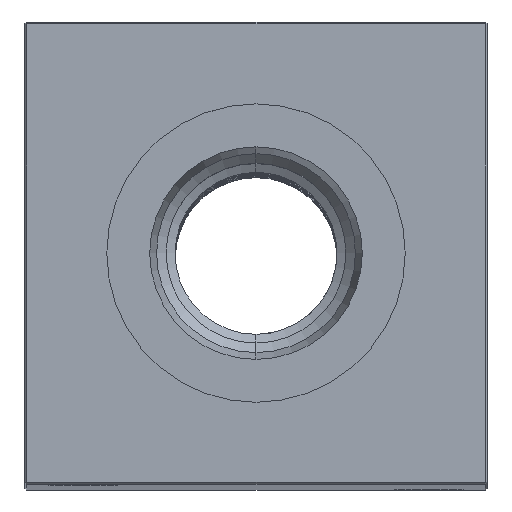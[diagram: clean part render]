
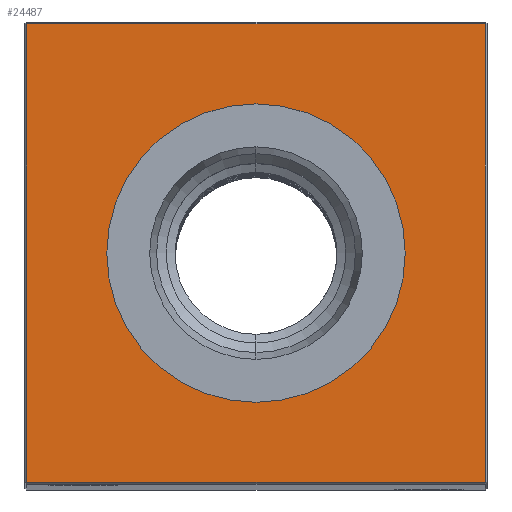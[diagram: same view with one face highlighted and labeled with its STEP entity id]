
A CAD part, top view. The second image highlights one B-rep face of the part: STEP entity #24487.
In plain terms, the highlighted planar face has unit normal (0, 0, 1).
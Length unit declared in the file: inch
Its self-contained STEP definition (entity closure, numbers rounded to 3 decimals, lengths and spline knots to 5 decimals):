
#42 = EDGE_CURVE ( 'NONE', #23081, #10659, #4658, .T. ) ;
#184 = EDGE_LOOP ( 'NONE', ( #16882, #26015 ) ) ;
#226 = AXIS2_PLACEMENT_3D ( 'NONE', #1988, #28351, #30396 ) ;
#1061 = DIRECTION ( 'NONE',  ( 0., 0., -1. ) ) ;
#1147 = ORIENTED_EDGE ( 'NONE', *, *, #18208, .T. ) ;
#1778 = ORIENTED_EDGE ( 'NONE', *, *, #16904, .T. ) ;
#1988 = CARTESIAN_POINT ( 'NONE',  ( 0., 0., 18. ) ) ;
#2431 = CARTESIAN_POINT ( 'NONE',  ( -1.24, 1.24, 18. ) ) ;
#3034 = CARTESIAN_POINT ( 'NONE',  ( -1.24, 0., 18. ) ) ;
#3224 = FACE_OUTER_BOUND ( 'NONE', #24119, .T. ) ;
#4658 = CIRCLE ( 'NONE', #24108, 0.80709 ) ;
#5073 = LINE ( 'NONE', #12424, #27086 ) ;
#5232 = PLANE ( 'NONE',  #18597 ) ;
#5391 = ORIENTED_EDGE ( 'NONE', *, *, #24553, .T. ) ;
#5753 = VERTEX_POINT ( 'NONE', #17857 ) ;
#6194 = VECTOR ( 'NONE', #19751, 39.37008 ) ;
#7587 = CARTESIAN_POINT ( 'NONE',  ( 0., 0., 18. ) ) ;
#7731 = VERTEX_POINT ( 'NONE', #2431 ) ;
#7770 = CARTESIAN_POINT ( 'NONE',  ( 0., -1.24, 18. ) ) ;
#7878 = LINE ( 'NONE', #3034, #19735 ) ;
#8248 = EDGE_CURVE ( 'NONE', #27566, #19128, #28840, .T. ) ;
#9671 = CIRCLE ( 'NONE', #226, 0.80709 ) ;
#9751 = CARTESIAN_POINT ( 'NONE',  ( 1.24, -1.24, 18. ) ) ;
#9901 = DIRECTION ( 'NONE',  ( 0., -1., 0. ) ) ;
#10659 = VERTEX_POINT ( 'NONE', #26450 ) ;
#11085 = CARTESIAN_POINT ( 'NONE',  ( 0., -0.80709, 18. ) ) ;
#11501 = LINE ( 'NONE', #28823, #6194 ) ;
#12424 = CARTESIAN_POINT ( 'NONE',  ( 0., 1.24, 18. ) ) ;
#12724 = DIRECTION ( 'NONE',  ( 0., 0., -1. ) ) ;
#14449 = DIRECTION ( 'NONE',  ( 1., 0., 0. ) ) ;
#14602 = DIRECTION ( 'NONE',  ( -1., 0., 0. ) ) ;
#15044 = EDGE_CURVE ( 'NONE', #10659, #23081, #9671, .T. ) ;
#16882 = ORIENTED_EDGE ( 'NONE', *, *, #15044, .T. ) ;
#16904 = EDGE_CURVE ( 'NONE', #19128, #5753, #11501, .T. ) ;
#17857 = CARTESIAN_POINT ( 'NONE',  ( 1.24, 1.24, 18. ) ) ;
#17890 = DIRECTION ( 'NONE',  ( -1., 0., 0. ) ) ;
#18033 = CARTESIAN_POINT ( 'NONE',  ( 0., 0., 18. ) ) ;
#18208 = EDGE_CURVE ( 'NONE', #7731, #27566, #7878, .T. ) ;
#18597 = AXIS2_PLACEMENT_3D ( 'NONE', #7587, #12724, #22256 ) ;
#19128 = VERTEX_POINT ( 'NONE', #9751 ) ;
#19429 = FACE_BOUND ( 'NONE', #184, .T. ) ;
#19735 = VECTOR ( 'NONE', #9901, 39.37008 ) ;
#19751 = DIRECTION ( 'NONE',  ( 0., 1., 0. ) ) ;
#22256 = DIRECTION ( 'NONE',  ( -1., 0., 0. ) ) ;
#23081 = VERTEX_POINT ( 'NONE', #11085 ) ;
#23265 = ORIENTED_EDGE ( 'NONE', *, *, #8248, .T. ) ;
#23550 = VECTOR ( 'NONE', #14449, 39.37008 ) ;
#23769 = CARTESIAN_POINT ( 'NONE',  ( -1.24, -1.24, 18. ) ) ;
#24108 = AXIS2_PLACEMENT_3D ( 'NONE', #18033, #1061, #17890 ) ;
#24119 = EDGE_LOOP ( 'NONE', ( #1147, #23265, #1778, #5391 ) ) ;
#24487 = ADVANCED_FACE ( 'NONE', ( #3224, #19429 ), #5232, .F. ) ;
#24553 = EDGE_CURVE ( 'NONE', #5753, #7731, #5073, .T. ) ;
#26015 = ORIENTED_EDGE ( 'NONE', *, *, #42, .T. ) ;
#26450 = CARTESIAN_POINT ( 'NONE',  ( 0., 0.80709, 18. ) ) ;
#27086 = VECTOR ( 'NONE', #14602, 39.37008 ) ;
#27566 = VERTEX_POINT ( 'NONE', #23769 ) ;
#28351 = DIRECTION ( 'NONE',  ( 0., 0., -1. ) ) ;
#28823 = CARTESIAN_POINT ( 'NONE',  ( 1.24, 0., 18. ) ) ;
#28840 = LINE ( 'NONE', #7770, #23550 ) ;
#30396 = DIRECTION ( 'NONE',  ( -1., 0., 0. ) ) ;
